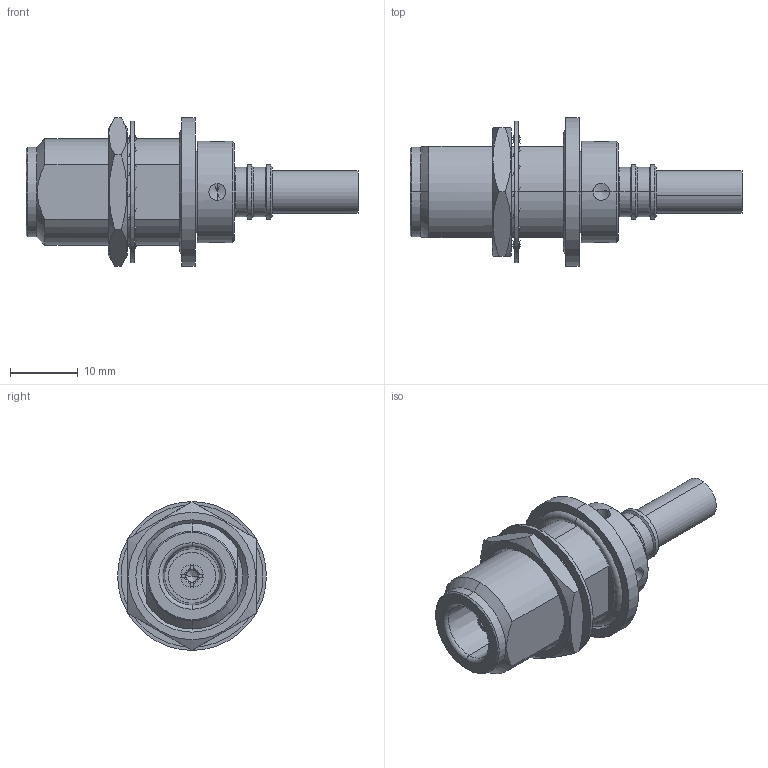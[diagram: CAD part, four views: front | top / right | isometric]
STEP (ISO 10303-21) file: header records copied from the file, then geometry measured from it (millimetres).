
FILE_DESCRIPTION (( 'STEP AP214' ), '1' );
FILE_NAME ('3190-8007(EZ-195&200-NF-BH-X)_SD.STEP', '2020-11-09T08:33:03', ( '' ), ( '' ), 'SwSTEP 2.0', 'SolidWorks 2018', '' );
FILE_SCHEMA (( 'AUTOMOTIVE_DESIGN' ));
Length unit declared in the file: millimetre
Products named in the file (5): 3192-6035_SD; SD^3192-6035; 3192-6053_SD; SD^3192-6053; 3190-8007(EZ-195&200-NF-BH-X)_SD
Assembly tree (4 placements, depth 3):
  3190-8007(EZ-195&200-NF-BH-X)_SD
    3192-6053_SD
      SD^3192-6053
    3192-6035_SD
      SD^3192-6035
Bounding box: 49.1 x 22 x 22 mm (x, y, z)
Volume: 6040 mm3; surface area: 5009.2 mm2
Topology: 5 solids, 5 shells, 264 faces, 753 edges, 500 vertices
Faces by surface type: cylinder 90, bspline 64, plane 52, cone 50, torus 8
Entity records: 10192 total; most frequent: CARTESIAN_POINT 3601, ORIENTED_EDGE 1486, DIRECTION 1151, EDGE_CURVE 743, VERTEX_POINT 500, AXIS2_PLACEMENT_3D 458, EDGE_LOOP 285, ADVANCED_FACE 264
